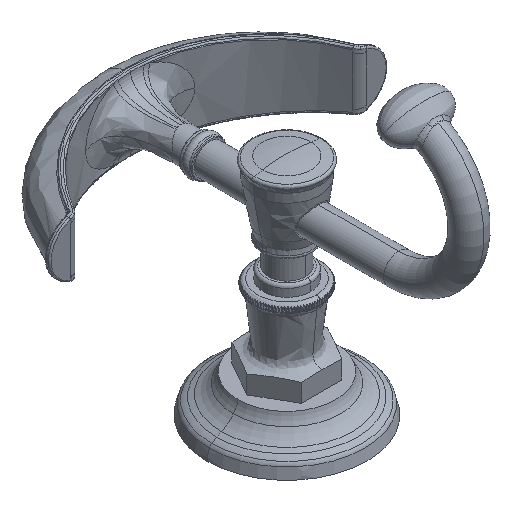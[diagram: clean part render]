
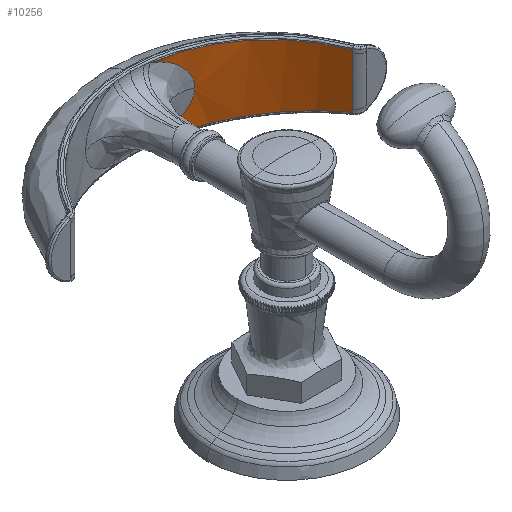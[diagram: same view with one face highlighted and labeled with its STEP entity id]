
A CAD part, isometric view. The second image highlights one B-rep face of the part: STEP entity #10256.
In plain terms, the highlighted cylindrical face has radius 57.125 mm (diameter 114.25 mm), a partial arc.
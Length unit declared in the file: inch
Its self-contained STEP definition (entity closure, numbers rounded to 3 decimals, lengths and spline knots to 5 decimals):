
#3386=CARTESIAN_POINT('',(0.26214,2.20515,2.0984));
#3387=CARTESIAN_POINT('',(0.29592,2.20118,2.10672));
#3388=CARTESIAN_POINT('',(0.36034,2.19207,2.1262));
#3389=CARTESIAN_POINT('',(0.44842,2.17586,2.16325));
#3390=CARTESIAN_POINT('',(0.526,2.15851,2.20642));
#3391=CARTESIAN_POINT('',(0.59239,2.14135,2.25406));
#3392=CARTESIAN_POINT('',(0.64675,2.12567,2.30402));
#3393=CARTESIAN_POINT('',(0.6898,2.1122,2.35469));
#3394=CARTESIAN_POINT('',(0.72256,2.10131,2.40493));
#3395=CARTESIAN_POINT('',(0.74636,2.09305,2.45418));
#3396=CARTESIAN_POINT('',(0.76263,2.08724,2.50306));
#3397=CARTESIAN_POINT('',(0.77193,2.08386,2.55109));
#3398=CARTESIAN_POINT('',(0.77377,2.08317,2.58188));
#3399=CARTESIAN_POINT('',(0.77377,2.08317,2.59702));
#3401=CARTESIAN_POINT('',(0.77377,2.08317,2.59702));
#3402=CARTESIAN_POINT('',(0.77378,2.08316,2.61208));
#3403=CARTESIAN_POINT('',(0.77195,2.08385,2.64273));
#3404=CARTESIAN_POINT('',(0.7627,2.08721,2.69075));
#3405=CARTESIAN_POINT('',(0.74644,2.09302,2.73966));
#3406=CARTESIAN_POINT('',(0.72267,2.10127,2.78892));
#3407=CARTESIAN_POINT('',(0.68988,2.11217,2.83924));
#3408=CARTESIAN_POINT('',(0.64681,2.12565,2.88997));
#3409=CARTESIAN_POINT('',(0.59247,2.14133,2.93992));
#3410=CARTESIAN_POINT('',(0.52618,2.15847,2.98752));
#3411=CARTESIAN_POINT('',(0.44862,2.17582,3.0307));
#3412=CARTESIAN_POINT('',(0.36048,2.19205,3.0678));
#3413=CARTESIAN_POINT('',(0.29598,2.20118,3.08731));
#3414=CARTESIAN_POINT('',(0.26214,2.20515,3.09564));
#3416=CARTESIAN_POINT('',(0.26214,2.20515,3.09564));
#3417=CARTESIAN_POINT('',(0.32683,2.19756,3.09497));
#3418=CARTESIAN_POINT('',(0.45558,2.17674,3.0931));
#3419=CARTESIAN_POINT('',(0.64537,2.12885,3.08875));
#3420=CARTESIAN_POINT('',(0.8303,2.06465,3.08288));
#3421=CARTESIAN_POINT('',(1.009,1.9846,3.07549));
#3422=CARTESIAN_POINT('',(1.1801,1.88933,3.06654));
#3423=CARTESIAN_POINT('',(1.34231,1.77951,3.05608));
#3424=CARTESIAN_POINT('',(1.49438,1.656,3.04407));
#3425=CARTESIAN_POINT('',(1.63517,1.51971,3.03052));
#3426=CARTESIAN_POINT('',(1.76364,1.37162,3.01542));
#3427=CARTESIAN_POINT('',(1.87869,1.21298,2.99879));
#3428=CARTESIAN_POINT('',(1.94592,1.10094,2.98667));
#3429=CARTESIAN_POINT('',(1.97703,1.04357,2.98036));
#3431=DIRECTION('',(-0.045,0.082,-0.996));
#3432=VECTOR('',#3431,0.03465);
#3433=CARTESIAN_POINT('',(1.97703,1.04357,2.98036));
#3434=LINE('',#3433,#3432);
#3435=CARTESIAN_POINT('',(1.97549,1.04641,2.94586));
#3436=CARTESIAN_POINT('',(1.97598,1.04545,2.94576));
#3437=CARTESIAN_POINT('',(1.97651,1.04451,2.94565));
#3438=CARTESIAN_POINT('',(1.97702,1.04356,2.94555));
#3440=DIRECTION('',(0.,0.,1.));
#3441=VECTOR('',#3440,0.69705);
#3442=CARTESIAN_POINT('',(1.97702,1.04356,2.2485));
#3443=LINE('',#3442,#3441);
#3444=CARTESIAN_POINT('',(1.97702,1.04356,2.2485));
#3445=CARTESIAN_POINT('',(1.97651,1.04451,2.24839));
#3446=CARTESIAN_POINT('',(1.97598,1.04545,2.24829));
#3447=CARTESIAN_POINT('',(1.97549,1.04641,2.24818));
#3449=DIRECTION('',(0.045,-0.082,-0.996));
#3450=VECTOR('',#3449,0.03465);
#3451=CARTESIAN_POINT('',(1.97549,1.04641,2.24818));
#3452=LINE('',#3451,#3450);
#3453=CARTESIAN_POINT('',(1.97703,1.04357,2.21369));
#3454=CARTESIAN_POINT('',(1.94592,1.10094,2.20737));
#3455=CARTESIAN_POINT('',(1.87869,1.21298,2.19525));
#3456=CARTESIAN_POINT('',(1.76364,1.37162,2.17862));
#3457=CARTESIAN_POINT('',(1.63517,1.51971,2.16352));
#3458=CARTESIAN_POINT('',(1.49438,1.656,2.14997));
#3459=CARTESIAN_POINT('',(1.34231,1.77951,2.13797));
#3460=CARTESIAN_POINT('',(1.1801,1.88933,2.1275));
#3461=CARTESIAN_POINT('',(1.009,1.9846,2.11856));
#3462=CARTESIAN_POINT('',(0.8303,2.06465,2.11116));
#3463=CARTESIAN_POINT('',(0.64537,2.12885,2.10529));
#3464=CARTESIAN_POINT('',(0.45558,2.17674,2.10095));
#3465=CARTESIAN_POINT('',(0.32683,2.19756,2.09908));
#3466=CARTESIAN_POINT('',(0.26214,2.20515,2.0984));
#6192=VERTEX_POINT('',#3444);
#6193=VERTEX_POINT('',#3447);
#6194=CARTESIAN_POINT('',(1.97703,1.04357,2.21369));
#6195=VERTEX_POINT('',#6194);
#6196=VERTEX_POINT('',#3435);
#6197=VERTEX_POINT('',#3438);
#6198=CARTESIAN_POINT('',(1.97703,1.04357,2.98036));
#6199=VERTEX_POINT('',#6198);
#6322=VERTEX_POINT('',#3386);
#6323=VERTEX_POINT('',#3399);
#6326=VERTEX_POINT('',#3414);
#10233=CARTESIAN_POINT('',(0.,-0.02854,2.59702));
#10234=DIRECTION('',(0.,0.,1.));
#10235=DIRECTION('',(1.,0.,0.));
#10236=AXIS2_PLACEMENT_3D('',#10233,#10234,#10235);
#10237=CYLINDRICAL_SURFACE('',#10236,2.24902);
#10238=ORIENTED_EDGE('',*,*,#10224,.T.);
#10240=ORIENTED_EDGE('',*,*,#10239,.T.);
#10242=ORIENTED_EDGE('',*,*,#10241,.T.);
#10244=ORIENTED_EDGE('',*,*,#10243,.T.);
#10246=ORIENTED_EDGE('',*,*,#10245,.T.);
#10248=ORIENTED_EDGE('',*,*,#10247,.F.);
#10250=ORIENTED_EDGE('',*,*,#10249,.T.);
#10252=ORIENTED_EDGE('',*,*,#10251,.T.);
#10253=ORIENTED_EDGE('',*,*,#10155,.T.);
#10254=EDGE_LOOP('',(#10238,#10240,#10242,#10244,#10246,#10248,#10250,#10252,
#10253));
#10255=FACE_OUTER_BOUND('',#10254,.F.);
#10256=ADVANCED_FACE('',(#10255),#10237,.F.);
#3400=B_SPLINE_CURVE_WITH_KNOTS('',3,(#3386,#3387,#3388,#3389,#3390,#3391,#3392,
#3393,#3394,#3395,#3396,#3397,#3398,#3399),.UNSPECIFIED.,.F.,.F.,(4,1,1,1,1,1,1,
1,1,1,1,4),(0.,0.09091,0.18182,0.27273,
0.36364,0.45455,0.54545,0.63636,
0.72727,0.81818,0.90909,1.),.UNSPECIFIED.);
#3415=B_SPLINE_CURVE_WITH_KNOTS('',3,(#3401,#3402,#3403,#3404,#3405,#3406,#3407,
#3408,#3409,#3410,#3411,#3412,#3413,#3414),.UNSPECIFIED.,.F.,.F.,(4,1,1,1,1,1,1,
1,1,1,1,4),(0.,0.09091,0.18182,0.27273,
0.36364,0.45455,0.54545,0.63636,
0.72727,0.81818,0.90909,1.),.UNSPECIFIED.);
#3430=B_SPLINE_CURVE_WITH_KNOTS('',3,(#3416,#3417,#3418,#3419,#3420,#3421,#3422,
#3423,#3424,#3425,#3426,#3427,#3428,#3429),.UNSPECIFIED.,.F.,.F.,(4,1,1,1,1,1,1,
1,1,1,1,4),(0.,0.09091,0.18182,0.27273,
0.36364,0.45455,0.54545,0.63636,
0.72727,0.81818,0.90909,1.),.UNSPECIFIED.);
#3439=B_SPLINE_CURVE_WITH_KNOTS('',3,(#3435,#3436,#3437,#3438),.UNSPECIFIED.,
.F.,.F.,(4,4),(0.,1.),.UNSPECIFIED.);
#3448=B_SPLINE_CURVE_WITH_KNOTS('',3,(#3444,#3445,#3446,#3447),.UNSPECIFIED.,
.F.,.F.,(4,4),(0.,1.),.UNSPECIFIED.);
#3467=B_SPLINE_CURVE_WITH_KNOTS('',3,(#3453,#3454,#3455,#3456,#3457,#3458,#3459,
#3460,#3461,#3462,#3463,#3464,#3465,#3466),.UNSPECIFIED.,.F.,.F.,(4,1,1,1,1,1,1,
1,1,1,1,4),(0.,0.09091,0.18182,0.27273,
0.36364,0.45455,0.54545,0.63636,
0.72727,0.81818,0.90909,1.),.UNSPECIFIED.);
#10155=EDGE_CURVE('',#6195,#6322,#3467,.T.);
#10224=EDGE_CURVE('',#6322,#6323,#3400,.T.);
#10239=EDGE_CURVE('',#6323,#6326,#3415,.T.);
#10241=EDGE_CURVE('',#6326,#6199,#3430,.T.);
#10243=EDGE_CURVE('',#6199,#6196,#3434,.T.);
#10245=EDGE_CURVE('',#6196,#6197,#3439,.T.);
#10247=EDGE_CURVE('',#6192,#6197,#3443,.T.);
#10249=EDGE_CURVE('',#6192,#6193,#3448,.T.);
#10251=EDGE_CURVE('',#6193,#6195,#3452,.T.);
